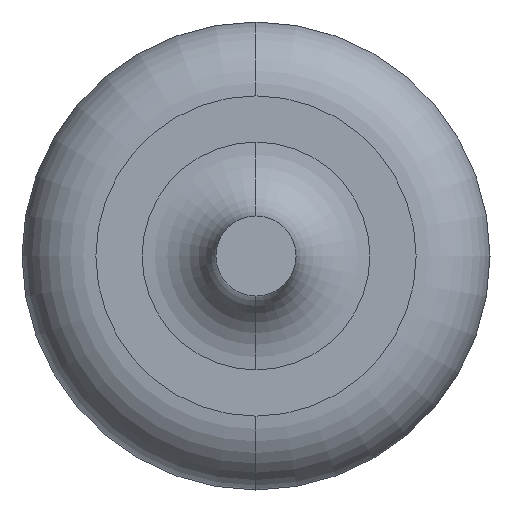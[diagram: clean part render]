
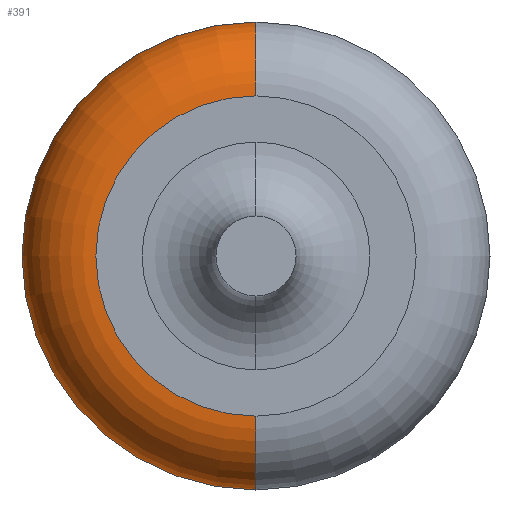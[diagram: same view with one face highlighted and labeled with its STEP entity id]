
A CAD part, left-side view. The second image highlights one B-rep face of the part: STEP entity #391.
In plain terms, the highlighted toroidal (fillet/blend) face has major radius 1.625 mm and minor radius 0.75 mm.
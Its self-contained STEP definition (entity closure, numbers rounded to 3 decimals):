
#33 = EDGE_CURVE ( 'NONE', #71, #54, #177, .T. ) ;
#36 = EDGE_CURVE ( 'NONE', #54, #47, #164, .T. ) ;
#38 = EDGE_CURVE ( 'NONE', #176, #47, #170, .T. ) ;
#47 = VERTEX_POINT ( 'NONE', #228 ) ;
#54 = VERTEX_POINT ( 'NONE', #229 ) ;
#65 = ORIENTED_EDGE ( 'NONE', *, *, #346, .T. ) ;
#71 = VERTEX_POINT ( 'NONE', #778 ) ;
#105 = CARTESIAN_POINT ( 'NONE',  ( -6.36, 0., 0. ) ) ;
#110 = AXIS2_PLACEMENT_3D ( 'NONE', #771, #772, #773 ) ;
#116 = AXIS2_PLACEMENT_3D ( 'NONE', #336, #337, #370 ) ;
#117 = TOROIDAL_SURFACE ( 'NONE', #377, 1.625, 0.75 ) ;
#131 = CIRCLE ( 'NONE', #311, 2.375 ) ;
#147 = EDGE_LOOP ( 'NONE', ( #65, #561, #563, #560 ) ) ;
#164 = CIRCLE ( 'NONE', #110, 1.625 ) ;
#170 = CIRCLE ( 'NONE', #762, 0.75 ) ;
#176 = VERTEX_POINT ( 'NONE', #743 ) ;
#177 = CIRCLE ( 'NONE', #116, 0.75 ) ;
#228 = CARTESIAN_POINT ( 'NONE',  ( -7.11, 0., -1.625 ) ) ;
#229 = CARTESIAN_POINT ( 'NONE',  ( -7.11, 0., 1.625 ) ) ;
#237 = DIRECTION ( 'NONE',  ( -1., 0., 0. ) ) ;
#238 = DIRECTION ( 'NONE',  ( 0., 0., 1. ) ) ;
#302 = CARTESIAN_POINT ( 'NONE',  ( -6.36, 0., -1.625 ) ) ;
#303 = DIRECTION ( 'NONE',  ( 0., 1., 0. ) ) ;
#304 = DIRECTION ( 'NONE',  ( 0., 0., 1. ) ) ;
#311 = AXIS2_PLACEMENT_3D ( 'NONE', #726, #727, #728 ) ;
#336 = CARTESIAN_POINT ( 'NONE',  ( -6.36, 0., 1.625 ) ) ;
#337 = DIRECTION ( 'NONE',  ( 0., -1., 0. ) ) ;
#346 = EDGE_CURVE ( 'NONE', #71, #176, #131, .T. ) ;
#370 = DIRECTION ( 'NONE',  ( 0., 0., -1. ) ) ;
#377 = AXIS2_PLACEMENT_3D ( 'NONE', #105, #237, #238 ) ;
#391 = ADVANCED_FACE ( 'NONE', ( #753 ), #117, .T. ) ;
#560 = ORIENTED_EDGE ( 'NONE', *, *, #33, .F. ) ;
#561 = ORIENTED_EDGE ( 'NONE', *, *, #38, .T. ) ;
#563 = ORIENTED_EDGE ( 'NONE', *, *, #36, .F. ) ;
#726 = CARTESIAN_POINT ( 'NONE',  ( -6.36, 0., 0. ) ) ;
#727 = DIRECTION ( 'NONE',  ( -1., 0., 0. ) ) ;
#728 = DIRECTION ( 'NONE',  ( 0., 0., 1. ) ) ;
#743 = CARTESIAN_POINT ( 'NONE',  ( -6.36, 0., -2.375 ) ) ;
#753 = FACE_OUTER_BOUND ( 'NONE', #147, .T. ) ;
#762 = AXIS2_PLACEMENT_3D ( 'NONE', #302, #303, #304 ) ;
#771 = CARTESIAN_POINT ( 'NONE',  ( -7.11, 0., 0. ) ) ;
#772 = DIRECTION ( 'NONE',  ( -1., 0., 0. ) ) ;
#773 = DIRECTION ( 'NONE',  ( 0., 0., 1. ) ) ;
#778 = CARTESIAN_POINT ( 'NONE',  ( -6.36, 0., 2.375 ) ) ;
